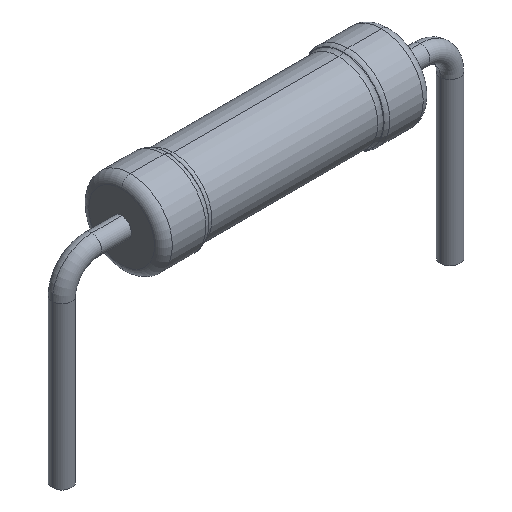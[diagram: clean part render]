
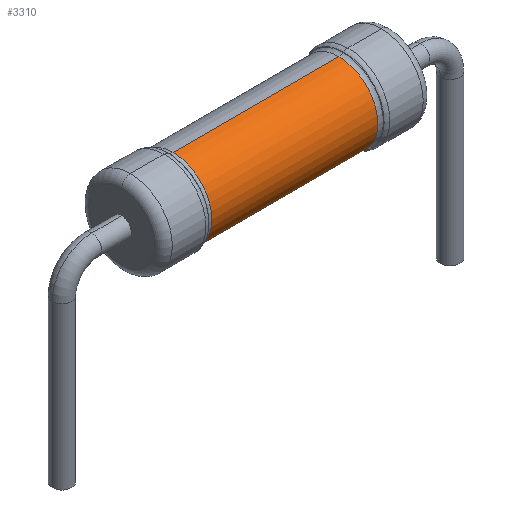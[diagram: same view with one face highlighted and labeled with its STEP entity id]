
A CAD part, isometric view. The second image highlights one B-rep face of the part: STEP entity #3310.
In plain terms, the highlighted cylindrical face has radius 1.3 mm (diameter 2.6 mm), a partial arc.
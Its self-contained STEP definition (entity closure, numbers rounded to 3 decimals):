
#41 = CARTESIAN_POINT ( 'NONE',  ( -2.778, 0., 0. ) ) ;
#893 = DIRECTION ( 'NONE',  ( 0., 0., 1. ) ) ;
#1036 = VERTEX_POINT ( 'NONE', #3115 ) ;
#1298 = CARTESIAN_POINT ( 'NONE',  ( -2.778, 0., -1.3 ) ) ;
#1967 = CIRCLE ( 'NONE', #2658, 1.3 ) ;
#2169 = ORIENTED_EDGE ( 'NONE', *, *, #10986, .F. ) ;
#2274 = AXIS2_PLACEMENT_3D ( 'NONE', #13601, #9212, #7197 ) ;
#2348 = CARTESIAN_POINT ( 'NONE',  ( 2.778, 0., 1.3 ) ) ;
#2658 = AXIS2_PLACEMENT_3D ( 'NONE', #6291, #11729, #893 ) ;
#2932 = DIRECTION ( 'NONE',  ( -1., 0., 0. ) ) ;
#3003 = LINE ( 'NONE', #5168, #13625 ) ;
#3066 = DIRECTION ( 'NONE',  ( -1., 0., 0. ) ) ;
#3115 = CARTESIAN_POINT ( 'NONE',  ( 2.778, 0., -1.3 ) ) ;
#3310 = ADVANCED_FACE ( 'NONE', ( #6046 ), #6170, .T. ) ;
#3650 = VERTEX_POINT ( 'NONE', #2348 ) ;
#3702 = EDGE_CURVE ( 'NONE', #1036, #3650, #1967, .T. ) ;
#4919 = LINE ( 'NONE', #13394, #13816 ) ;
#5168 = CARTESIAN_POINT ( 'NONE',  ( -4.5, 0., 1.3 ) ) ;
#5470 = ORIENTED_EDGE ( 'NONE', *, *, #7234, .T. ) ;
#6046 = FACE_OUTER_BOUND ( 'NONE', #8724, .T. ) ;
#6170 = CYLINDRICAL_SURFACE ( 'NONE', #2274, 1.3 ) ;
#6291 = CARTESIAN_POINT ( 'NONE',  ( 2.778, 0., 0. ) ) ;
#6610 = CIRCLE ( 'NONE', #11833, 1.3 ) ;
#6999 = DIRECTION ( 'NONE',  ( -1., 0., 0. ) ) ;
#7197 = DIRECTION ( 'NONE',  ( 0., 0., 1. ) ) ;
#7234 = EDGE_CURVE ( 'NONE', #3650, #12179, #3003, .T. ) ;
#8630 = VERTEX_POINT ( 'NONE', #1298 ) ;
#8724 = EDGE_LOOP ( 'NONE', ( #2169, #9589, #5470, #12093 ) ) ;
#9212 = DIRECTION ( 'NONE',  ( -1., 0., 0. ) ) ;
#9589 = ORIENTED_EDGE ( 'NONE', *, *, #3702, .T. ) ;
#10610 = DIRECTION ( 'NONE',  ( 0., 0., 1. ) ) ;
#10986 = EDGE_CURVE ( 'NONE', #1036, #8630, #4919, .T. ) ;
#11729 = DIRECTION ( 'NONE',  ( -1., 0., 0. ) ) ;
#11833 = AXIS2_PLACEMENT_3D ( 'NONE', #41, #3066, #10610 ) ;
#12093 = ORIENTED_EDGE ( 'NONE', *, *, #12702, .F. ) ;
#12179 = VERTEX_POINT ( 'NONE', #12550 ) ;
#12550 = CARTESIAN_POINT ( 'NONE',  ( -2.778, 0., 1.3 ) ) ;
#12702 = EDGE_CURVE ( 'NONE', #8630, #12179, #6610, .T. ) ;
#13394 = CARTESIAN_POINT ( 'NONE',  ( -4.5, 0., -1.3 ) ) ;
#13601 = CARTESIAN_POINT ( 'NONE',  ( -4.5, 0., 0. ) ) ;
#13625 = VECTOR ( 'NONE', #2932, 1000. ) ;
#13816 = VECTOR ( 'NONE', #6999, 1000. ) ;
